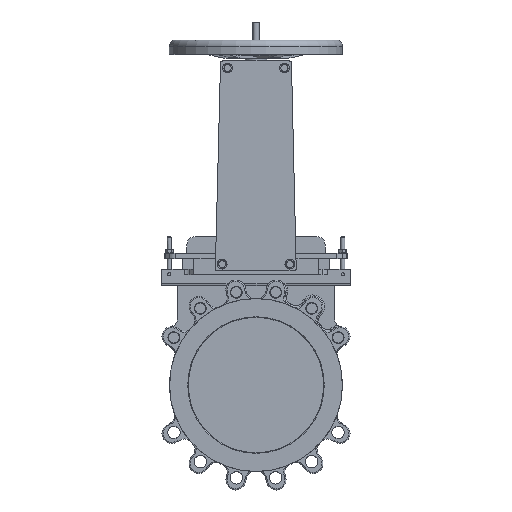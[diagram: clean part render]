
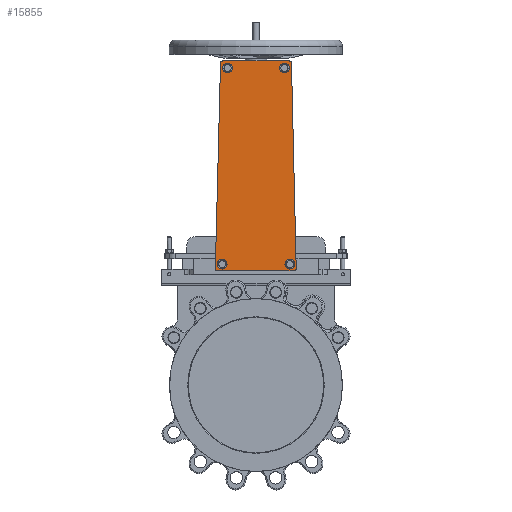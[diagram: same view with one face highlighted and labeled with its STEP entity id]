
A CAD part, top view. The second image highlights one B-rep face of the part: STEP entity #15855.
In plain terms, the highlighted planar face has unit normal (0, 0, 1).
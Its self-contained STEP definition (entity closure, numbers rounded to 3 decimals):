
#676=FACE_BOUND('',#2341,.T.);
#677=FACE_BOUND('',#2342,.T.);
#678=FACE_BOUND('',#2343,.T.);
#679=FACE_BOUND('',#2344,.T.);
#818=PLANE('',#17312);
#1392=FACE_OUTER_BOUND('',#2340,.T.);
#2340=EDGE_LOOP('',(#11185,#11186,#11187,#11188,#11189,#11190,#11191,#11192));
#2341=EDGE_LOOP('',(#11193));
#2342=EDGE_LOOP('',(#11194));
#2343=EDGE_LOOP('',(#11195));
#2344=EDGE_LOOP('',(#11196));
#3088=LINE('',#23213,#4203);
#3091=LINE('',#23224,#4206);
#3111=LINE('',#23285,#4226);
#3393=LINE('',#25111,#4508);
#4203=VECTOR('',#18492,10.);
#4206=VECTOR('',#18503,10.);
#4226=VECTOR('',#18561,10.);
#4508=VECTOR('',#20097,10.);
#5307=CIRCLE('',#16659,4.);
#5309=CIRCLE('',#16663,4.);
#5317=CIRCLE('',#16678,4.);
#5322=CIRCLE('',#16686,4.);
#5702=CIRCLE('',#17300,5.);
#5704=CIRCLE('',#17303,5.);
#5706=CIRCLE('',#17306,5.);
#5708=CIRCLE('',#17309,5.);
#6200=VERTEX_POINT('',#23198);
#6201=VERTEX_POINT('',#23199);
#6206=VERTEX_POINT('',#23211);
#6207=VERTEX_POINT('',#23215);
#6208=VERTEX_POINT('',#23216);
#6222=VERTEX_POINT('',#23260);
#6223=VERTEX_POINT('',#23261);
#6232=VERTEX_POINT('',#23284);
#6710=VERTEX_POINT('',#25087);
#6712=VERTEX_POINT('',#25093);
#6714=VERTEX_POINT('',#25099);
#6716=VERTEX_POINT('',#25105);
#7638=EDGE_CURVE('',#6200,#6201,#5307,.T.);
#7645=EDGE_CURVE('',#6206,#6200,#3088,.T.);
#7646=EDGE_CURVE('',#6207,#6208,#5309,.T.);
#7650=EDGE_CURVE('',#6201,#6207,#3091,.T.);
#7669=EDGE_CURVE('',#6222,#6223,#5317,.T.);
#7681=EDGE_CURVE('',#6223,#6232,#3111,.T.);
#7683=EDGE_CURVE('',#6232,#6206,#5322,.T.);
#8391=EDGE_CURVE('',#6710,#6710,#5702,.T.);
#8394=EDGE_CURVE('',#6712,#6712,#5704,.T.);
#8397=EDGE_CURVE('',#6714,#6714,#5706,.T.);
#8400=EDGE_CURVE('',#6716,#6716,#5708,.T.);
#8403=EDGE_CURVE('',#6208,#6222,#3393,.T.);
#11185=ORIENTED_EDGE('',*,*,#7638,.F.);
#11186=ORIENTED_EDGE('',*,*,#7645,.F.);
#11187=ORIENTED_EDGE('',*,*,#7683,.F.);
#11188=ORIENTED_EDGE('',*,*,#7681,.F.);
#11189=ORIENTED_EDGE('',*,*,#7669,.F.);
#11190=ORIENTED_EDGE('',*,*,#8403,.F.);
#11191=ORIENTED_EDGE('',*,*,#7646,.F.);
#11192=ORIENTED_EDGE('',*,*,#7650,.F.);
#11193=ORIENTED_EDGE('',*,*,#8400,.F.);
#11194=ORIENTED_EDGE('',*,*,#8397,.F.);
#11195=ORIENTED_EDGE('',*,*,#8394,.F.);
#11196=ORIENTED_EDGE('',*,*,#8391,.F.);
#15855=ADVANCED_FACE('',(#1392,#676,#677,#678,#679),#818,.F.);
#16659=AXIS2_PLACEMENT_3D('',#23200,#18481,#18482);
#16663=AXIS2_PLACEMENT_3D('',#23217,#18495,#18496);
#16678=AXIS2_PLACEMENT_3D('',#23262,#18540,#18541);
#16686=AXIS2_PLACEMENT_3D('',#23288,#18565,#18566);
#17300=AXIS2_PLACEMENT_3D('',#25088,#20069,#20070);
#17303=AXIS2_PLACEMENT_3D('',#25094,#20076,#20077);
#17306=AXIS2_PLACEMENT_3D('',#25100,#20083,#20084);
#17309=AXIS2_PLACEMENT_3D('',#25106,#20090,#20091);
#17312=AXIS2_PLACEMENT_3D('',#25113,#20099,#20100);
#18481=DIRECTION('center_axis',(0.,0.,-1.));
#18482=DIRECTION('ref_axis',(0.715,-0.699,0.));
#18492=DIRECTION('',(0.023,-1.,0.));
#18495=DIRECTION('center_axis',(0.,0.,-1.));
#18496=DIRECTION('ref_axis',(-0.716,-0.698,0.));
#18503=DIRECTION('',(-1.,0.,0.));
#18540=DIRECTION('center_axis',(0.,0.,-1.));
#18541=DIRECTION('ref_axis',(-0.698,0.716,0.));
#18561=DIRECTION('',(1.,0.,0.));
#18565=DIRECTION('center_axis',(0.,0.,-1.));
#18566=DIRECTION('ref_axis',(0.699,0.715,0.));
#20069=DIRECTION('center_axis',(0.,0.,1.));
#20070=DIRECTION('ref_axis',(1.,0.,0.));
#20076=DIRECTION('center_axis',(0.,0.,1.));
#20077=DIRECTION('ref_axis',(1.,0.,0.));
#20083=DIRECTION('center_axis',(0.,0.,1.));
#20084=DIRECTION('ref_axis',(1.,0.,0.));
#20090=DIRECTION('center_axis',(0.,0.,1.));
#20091=DIRECTION('ref_axis',(1.,0.,0.));
#20097=DIRECTION('',(0.025,1.,0.));
#20099=DIRECTION('center_axis',(0.,0.,-1.));
#20100=DIRECTION('ref_axis',(-1.,0.,0.));
#23198=CARTESIAN_POINT('',(74.177,214.904,40.));
#23199=CARTESIAN_POINT('',(70.178,210.813,40.));
#23200=CARTESIAN_POINT('Origin',(70.178,214.813,40.));
#23211=CARTESIAN_POINT('',(65.497,594.091,40.));
#23213=CARTESIAN_POINT('',(65.407,597.999,40.));
#23215=CARTESIAN_POINT('',(-71.041,210.813,40.));
#23216=CARTESIAN_POINT('',(-75.04,214.913,40.));
#23217=CARTESIAN_POINT('Origin',(-71.041,214.813,40.));
#23224=CARTESIAN_POINT('',(74.27,210.813,40.));
#23260=CARTESIAN_POINT('',(-65.505,594.1,40.));
#23261=CARTESIAN_POINT('',(-61.507,597.999,40.));
#23262=CARTESIAN_POINT('Origin',(-61.507,593.999,40.));
#23284=CARTESIAN_POINT('',(61.498,597.999,40.));
#23285=CARTESIAN_POINT('',(-65.407,597.999,40.));
#23288=CARTESIAN_POINT('Origin',(61.498,593.999,40.));
#25087=CARTESIAN_POINT('',(47.5,584.999,40.));
#25088=CARTESIAN_POINT('Origin',(52.5,584.999,40.));
#25093=CARTESIAN_POINT('',(-57.5,584.999,40.));
#25094=CARTESIAN_POINT('Origin',(-52.5,584.999,40.));
#25099=CARTESIAN_POINT('',(57.5,223.103,40.));
#25100=CARTESIAN_POINT('Origin',(62.5,223.103,40.));
#25105=CARTESIAN_POINT('',(-67.5,223.103,40.));
#25106=CARTESIAN_POINT('Origin',(-62.5,223.103,40.));
#25111=CARTESIAN_POINT('',(-75.143,210.813,40.));
#25113=CARTESIAN_POINT('Origin',(-0.436,404.406,40.));
